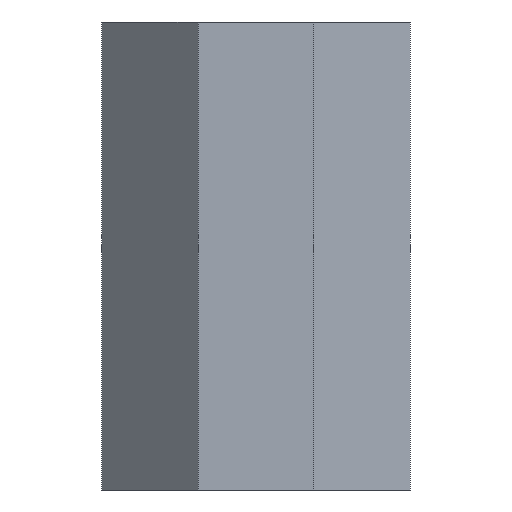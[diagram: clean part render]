
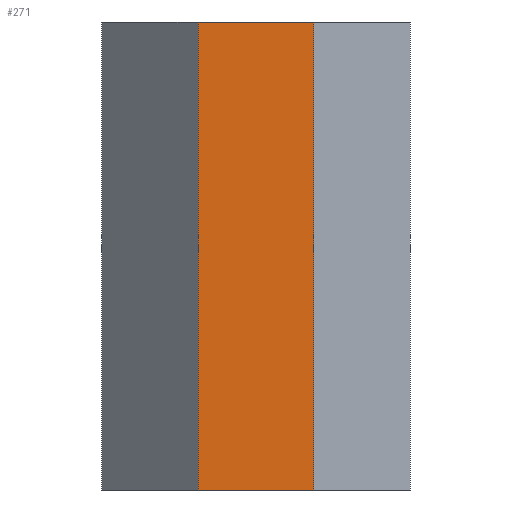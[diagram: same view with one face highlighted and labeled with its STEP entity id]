
A CAD part, front view. The second image highlights one B-rep face of the part: STEP entity #271.
In plain terms, the highlighted planar face has unit normal (0, -1, 0).
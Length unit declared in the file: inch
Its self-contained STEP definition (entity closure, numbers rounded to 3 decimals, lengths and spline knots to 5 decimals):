
#25=FACE_OUTER_BOUND('',#39,.T.);
#39=EDGE_LOOP('',(#215,#216,#217,#218));
#73=LINE('',#432,#109);
#74=LINE('',#435,#110);
#75=LINE('',#437,#111);
#76=LINE('',#438,#112);
#109=VECTOR('',#355,0.3937);
#110=VECTOR('',#358,0.3937);
#111=VECTOR('',#359,0.3937);
#112=VECTOR('',#360,0.3937);
#135=VERTEX_POINT('',#428);
#136=VERTEX_POINT('',#430);
#137=VERTEX_POINT('',#434);
#138=VERTEX_POINT('',#436);
#169=EDGE_CURVE('',#135,#136,#73,.T.);
#170=EDGE_CURVE('',#137,#135,#74,.T.);
#171=EDGE_CURVE('',#138,#136,#75,.T.);
#172=EDGE_CURVE('',#137,#138,#76,.T.);
#215=ORIENTED_EDGE('',*,*,#170,.T.);
#216=ORIENTED_EDGE('',*,*,#169,.T.);
#217=ORIENTED_EDGE('',*,*,#171,.F.);
#218=ORIENTED_EDGE('',*,*,#172,.F.);
#257=PLANE('',#299);
#271=ADVANCED_FACE('',(#25),#257,.T.);
#299=AXIS2_PLACEMENT_3D('',#433,#356,#357);
#355=DIRECTION('',(0.,0.,1.));
#356=DIRECTION('center_axis',(0.,-1.,0.));
#357=DIRECTION('ref_axis',(1.,0.,0.));
#358=DIRECTION('',(1.,0.,0.));
#359=DIRECTION('',(1.,0.,0.));
#360=DIRECTION('',(0.,0.,1.));
#428=CARTESIAN_POINT('',(11.,0.,13.25));
#430=CARTESIAN_POINT('',(11.,0.,37.5));
#432=CARTESIAN_POINT('',(11.,0.,13.25));
#433=CARTESIAN_POINT('Origin',(5.,0.,13.25));
#434=CARTESIAN_POINT('',(5.,0.,13.25));
#435=CARTESIAN_POINT('',(5.,0.,13.25));
#436=CARTESIAN_POINT('',(5.,0.,37.5));
#437=CARTESIAN_POINT('',(5.,0.,37.5));
#438=CARTESIAN_POINT('',(5.,0.,13.25));
